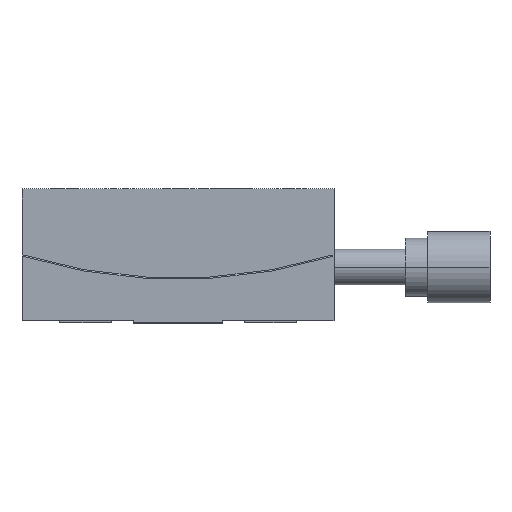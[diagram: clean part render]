
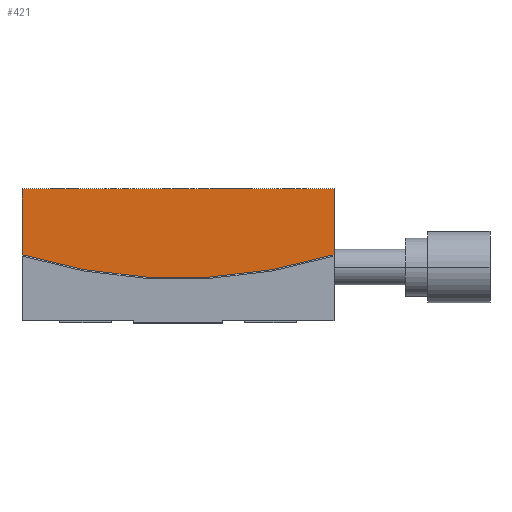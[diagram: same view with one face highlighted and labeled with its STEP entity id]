
A CAD part, top view. The second image highlights one B-rep face of the part: STEP entity #421.
In plain terms, the highlighted planar face has unit normal (0, 0, 1).
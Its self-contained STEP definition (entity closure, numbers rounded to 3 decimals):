
#421 = ADVANCED_FACE ( 'NONE', ( #4724 ), #4723, .T. ) ;
#465 = VERTEX_POINT ( 'NONE', #4773 ) ;
#467 = ORIENTED_EDGE ( 'NONE', *, *, #468, .T. ) ;
#468 = EDGE_CURVE ( 'NONE', #465, #726, #4768, .T. ) ;
#470 = VERTEX_POINT ( 'NONE', #4758 ) ;
#473 = ORIENTED_EDGE ( 'NONE', *, *, #474, .T. ) ;
#474 = EDGE_CURVE ( 'NONE', #470, #465, #4819, .T. ) ;
#479 = EDGE_CURVE ( 'NONE', #711, #470, #4807, .T. ) ;
#481 = ORIENTED_EDGE ( 'NONE', *, *, #479, .T. ) ;
#711 = VERTEX_POINT ( 'NONE', #5266 ) ;
#723 = EDGE_CURVE ( 'NONE', #726, #711, #5256, .T. ) ;
#726 = VERTEX_POINT ( 'NONE', #5314 ) ;
#764 = ORIENTED_EDGE ( 'NONE', *, *, #723, .T. ) ;
#766 = EDGE_LOOP ( 'NONE', ( #764, #481, #473, #467 ) ) ;
#4719 = DIRECTION ( 'NONE',  ( 1., 0., 0. ) ) ;
#4720 = DIRECTION ( 'NONE',  ( 0., 0., 1. ) ) ;
#4721 = CARTESIAN_POINT ( 'NONE',  ( 0., -120., 0. ) ) ;
#4722 = AXIS2_PLACEMENT_3D ( 'NONE', #4721, #4720, #4719 ) ;
#4723 = PLANE ( 'NONE',  #4722 ) ;
#4724 = FACE_OUTER_BOUND ( 'NONE', #766, .T. ) ;
#4758 = CARTESIAN_POINT ( 'NONE',  ( -35., -114.782, 0. ) ) ;
#4765 = DIRECTION ( 'NONE',  ( 0., 1., 0. ) ) ;
#4766 = VECTOR ( 'NONE', #4765, 1000. ) ;
#4767 = CARTESIAN_POINT ( 'NONE',  ( 35., -100., 0. ) ) ;
#4768 = LINE ( 'NONE', #4767, #4766 ) ;
#4773 = CARTESIAN_POINT ( 'NONE',  ( 35., -114.782, 0. ) ) ;
#4804 = DIRECTION ( 'NONE',  ( 0., -1., 0. ) ) ;
#4805 = VECTOR ( 'NONE', #4804, 1000. ) ;
#4806 = CARTESIAN_POINT ( 'NONE',  ( -35., -114.782, 0. ) ) ;
#4807 = LINE ( 'NONE', #4806, #4805 ) ;
#4815 = DIRECTION ( 'NONE',  ( 1., 0., 0. ) ) ;
#4816 = DIRECTION ( 'NONE',  ( 0., 0., 1. ) ) ;
#4817 = CARTESIAN_POINT ( 'NONE',  ( 0., 0., 0. ) ) ;
#4818 = AXIS2_PLACEMENT_3D ( 'NONE', #4817, #4816, #4815 ) ;
#4819 = CIRCLE ( 'NONE', #4818, 120. ) ;
#5253 = DIRECTION ( 'NONE',  ( -1., 0., 0. ) ) ;
#5254 = VECTOR ( 'NONE', #5253, 1000. ) ;
#5255 = CARTESIAN_POINT ( 'NONE',  ( -35., -100., 0. ) ) ;
#5256 = LINE ( 'NONE', #5255, #5254 ) ;
#5266 = CARTESIAN_POINT ( 'NONE',  ( -35., -100., 0. ) ) ;
#5314 = CARTESIAN_POINT ( 'NONE',  ( 35., -100., 0. ) ) ;
